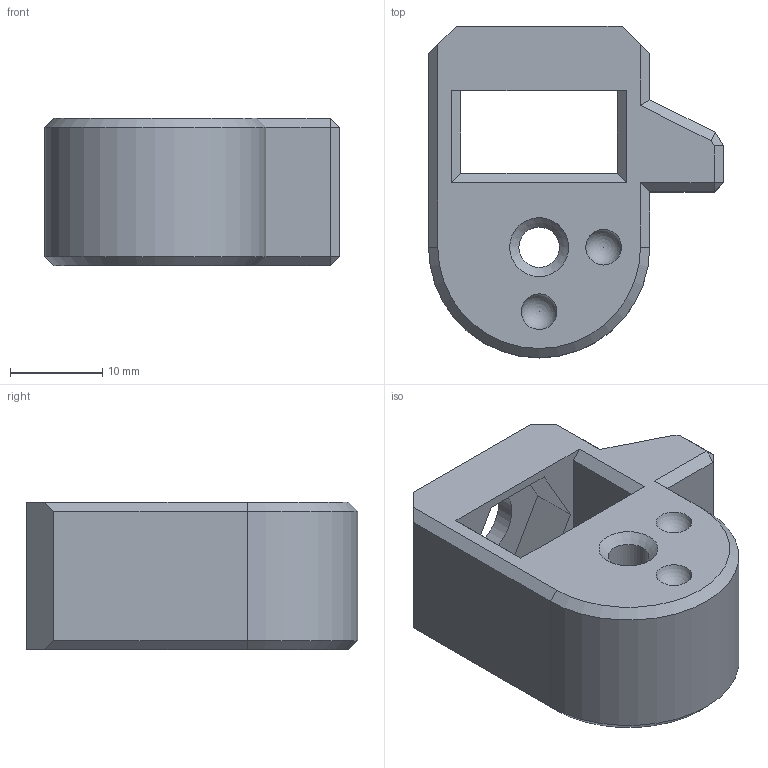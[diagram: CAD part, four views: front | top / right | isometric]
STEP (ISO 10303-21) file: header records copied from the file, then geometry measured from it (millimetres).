
FILE_DESCRIPTION(('FreeCAD Model'),'2;1');
FILE_NAME('Open CASCADE Shape Model','2023-02-09T11:44:33',('Author'),( ''),'Open CASCADE STEP processor 7.5','FreeCAD','Unknown');
FILE_SCHEMA(('AUTOMOTIVE_DESIGN { 1 0 10303 214 1 1 1 1 }'));
Length unit declared in the file: millimetre
Products named in the file (2): Upper.pivot; pivot
Assembly tree (1 placements, depth 2):
  Upper.pivot
    pivot
Bounding box: 32 x 36 x 16 mm (x, y, z)
Volume: 9875.7 mm3; surface area: 4369.3 mm2
Topology: 1 solids, 1 shells, 57 faces, 142 edges, 88 vertices
Faces by surface type: plane 46, cone 4, sphere 4, cylinder 3
Full cylindrical faces by diameter (mm): 4.4 x1, 8.2 x1
Entity records: 3470 total; most frequent: CARTESIAN_POINT 607, DIRECTION 524, LINE 364, VECTOR 364, ORIENTED_EDGE 276, PCURVE 276, DEFINITIONAL_REPRESENTATION 276, EDGE_CURVE 138
